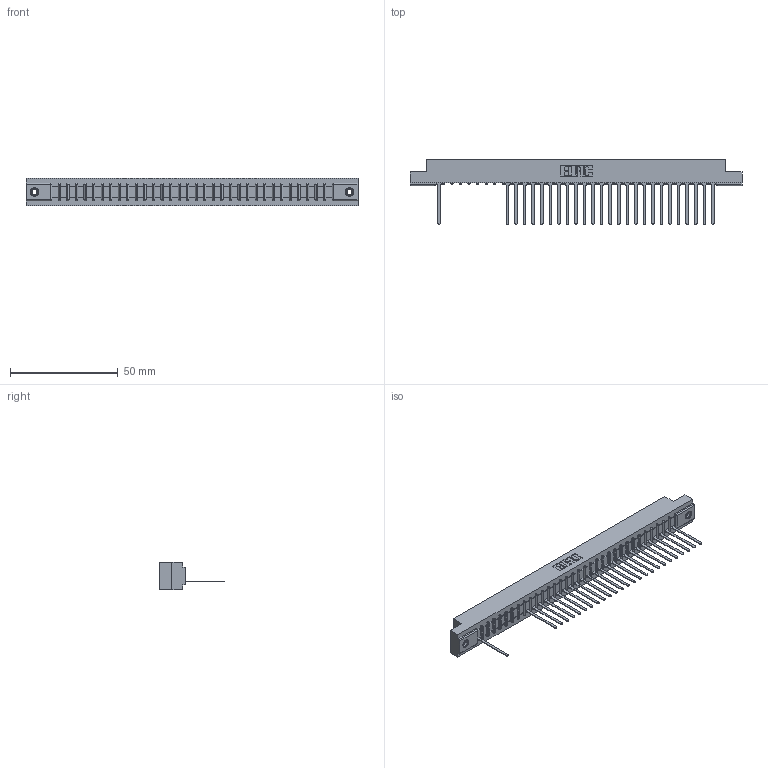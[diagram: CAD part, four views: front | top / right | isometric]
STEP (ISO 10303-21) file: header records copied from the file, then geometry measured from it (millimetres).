
FILE_DESCRIPTION (( 'STEP AP203' ), '1' );
FILE_NAME ('307-033-545-108.STEP', '2018-08-04T23:26:30', ( '' ), ( '' ), 'SwSTEP 2.0', 'SolidWorks 2016', '' );
FILE_SCHEMA (( 'CONFIG_CONTROL_DESIGN' ));
Length unit declared in the file: inch
Products named in the file (4): 307 Part_.156 Dia Mounting Holes; 307-290-001_545; 345-250-001_345-250-003-102; 307-033-545-108
Assembly tree (29 placements, depth 2):
  307-033-545-108
    307 Part_.156 Dia Mounting Holes
    307-290-001_545  x26
    345-250-001_345-250-003-102  x2
Bounding box: 153.77 x 30 x 12.7 mm (x, y, z)
Volume: 15910 mm3; surface area: 16780.4 mm2
Topology: 29 solids, 29 shells, 1808 faces, 5119 edges, 3278 vertices
Faces by surface type: plane 1148, cylinder 576, sphere 68, cone 12, torus 4
Entity records: 30329 total; most frequent: CARTESIAN_POINT 5116, ORIENTED_EDGE 5102, DIRECTION 4983, EDGE_CURVE 2551, VECTOR 1953, LINE 1953, VERTEX_POINT 1648, AXIS2_PLACEMENT_3D 1515
